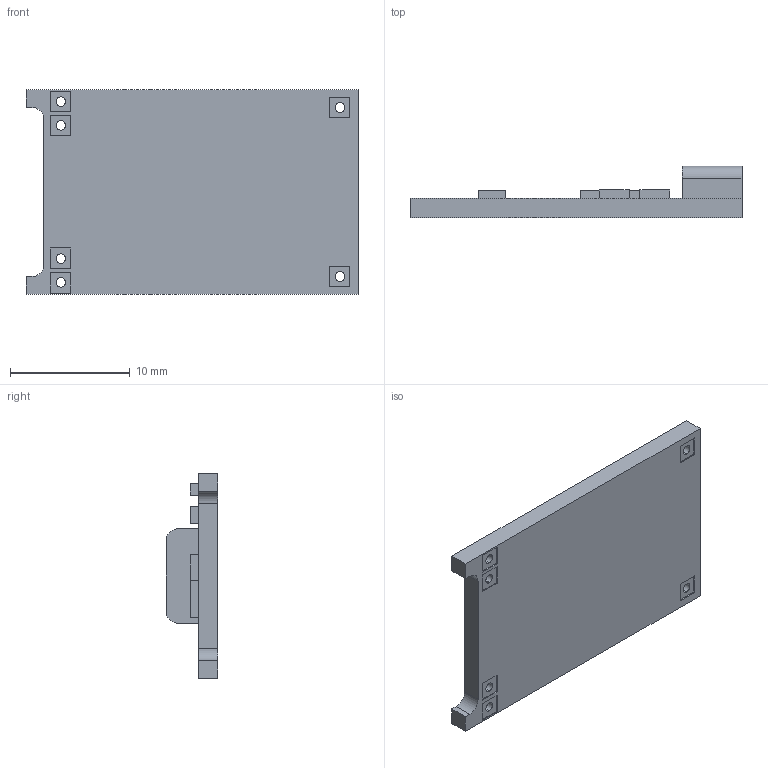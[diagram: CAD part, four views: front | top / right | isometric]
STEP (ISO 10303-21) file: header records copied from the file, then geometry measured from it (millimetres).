
FILE_DESCRIPTION (( 'STEP AP203' ), '1' );
FILE_NAME ('charge_controller.STEP', '2023-02-15T18:24:27', ( '' ), ( '' ), 'SwSTEP 2.0', 'SolidWorks 2013', '' );
FILE_SCHEMA (( 'CONFIG_CONTROL_DESIGN' ));
Length unit declared in the file: millimetre
Products named in the file (1): charge_controller
Bounding box: 27.7 x 4.3 x 17.1 mm (x, y, z)
Volume: 808.5 mm3; surface area: 1279.8 mm2
Topology: 1 solids, 1 shells, 207 faces, 528 edges, 352 vertices
Faces by surface type: plane 169, cylinder 20, bspline 18
Entity records: 7259 total; most frequent: CARTESIAN_POINT 2210, ORIENTED_EDGE 1056, DIRECTION 912, EDGE_CURVE 528, VECTOR 452, LINE 452, VERTEX_POINT 352, EDGE_LOOP 248
